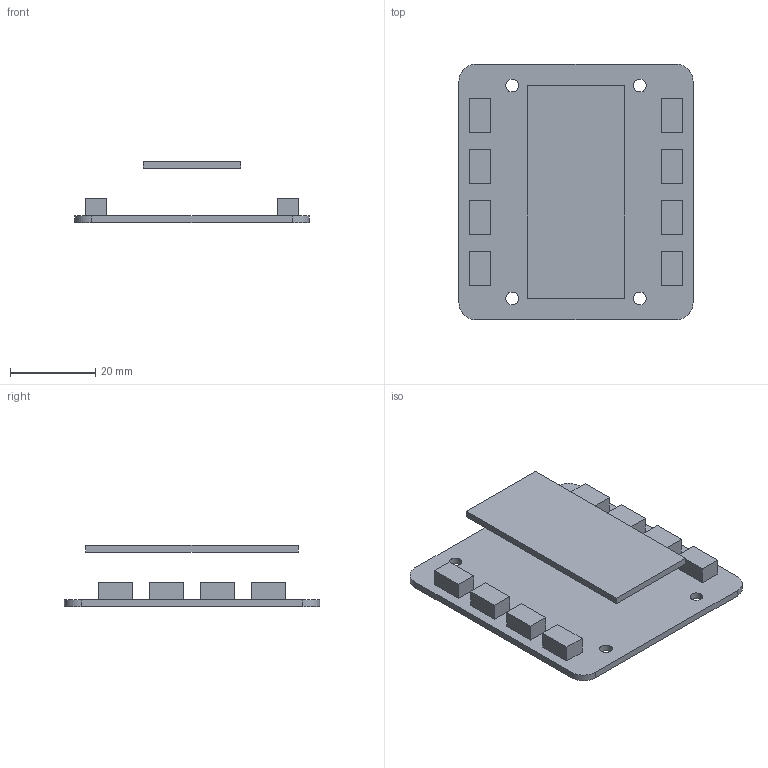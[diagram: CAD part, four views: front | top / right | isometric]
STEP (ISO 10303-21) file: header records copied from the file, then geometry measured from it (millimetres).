
FILE_DESCRIPTION(/* description */ (''),/* implementation_level */ '2;1');
FILE_NAME(/* name */ 'particle_mesh_grove_base_mockup v2.step',/* time_stamp */ '2019-08-07T15:01:59+07:00',/* author */ (''),/* organization */ (''),/* preprocessor_version */ 'ST-DEVELOPER v18',/* originating_system */ 'Autodesk Translation Framework v8.2.0.1029',/* authorisation */ '');
FILE_SCHEMA (('AUTOMOTIVE_DESIGN { 1 0 10303 214 3 1 1 }'));
Length unit declared in the file: millimetre
Products named in the file (1): particle_mesh_grove_base_mockup
Bounding box: 55 x 60 x 14.4 mm (x, y, z)
Volume: 8332.8 mm3; surface area: 10938.9 mm2
Topology: 10 solids, 10 shells, 68 faces, 144 edges, 96 vertices
Faces by surface type: plane 60, cylinder 8
Full cylindrical faces by diameter (mm): 3 x4
Entity records: 1858 total; most frequent: CARTESIAN_POINT 309, DIRECTION 298, ORIENTED_EDGE 288, EDGE_CURVE 144, LINE 128, VECTOR 128, VERTEX_POINT 96, AXIS2_PLACEMENT_3D 85
